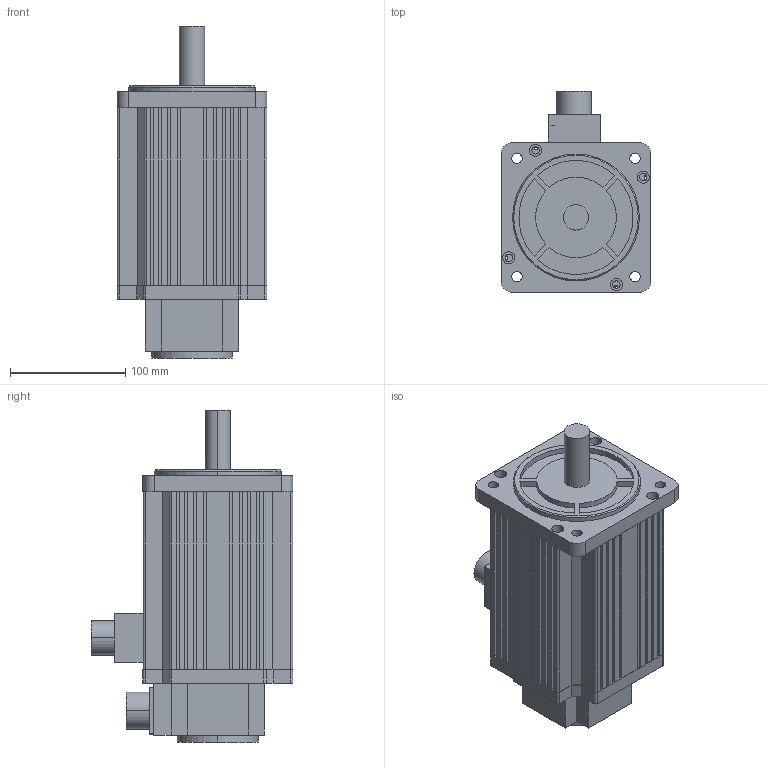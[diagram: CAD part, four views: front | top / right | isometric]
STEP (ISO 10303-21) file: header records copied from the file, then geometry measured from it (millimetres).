
FILE_DESCRIPTION (( 'STEP AP203' ), '1' );
FILE_NAME ('130-15025.STEP', '2020-03-09T13:29:11', ( '' ), ( '' ), 'SwSTEP 2.0', 'SolidWorks 2016', '' );
FILE_SCHEMA (( 'CONFIG_CONTROL_DESIGN' ));
Length unit declared in the file: millimetre
Products named in the file (8): 130瑤脣_1; 130瑤脣2_1; 130侜督綴裔_1; 130-15025; 130侜督ヶ裔_1; 130晤鎢ん_1; 130粣_1; 130隅赽 15籟2500
Assembly tree (7 placements, depth 2):
  130-15025
    130隅赽 15籟2500
    130侜督ヶ裔_1
    130侜督綴裔_1
    130粣_1
    130晤鎢ん_1
    130瑤脣2_1
    130瑤脣_1
Bounding box: 130 x 174.73 x 288 mm (x, y, z)
Volume: 1202493.6 mm3; surface area: 341487.8 mm2
Topology: 8 solids, 8 shells, 513 faces, 1292 edges, 846 vertices
Faces by surface type: plane 325, cylinder 174, cone 10, bspline 4
Entity records: 16297 total; most frequent: CARTESIAN_POINT 2765, DIRECTION 2690, ORIENTED_EDGE 2568, EDGE_CURVE 1284, AXIS2_PLACEMENT_3D 899, VECTOR 892, LINE 892, VERTEX_POINT 846
